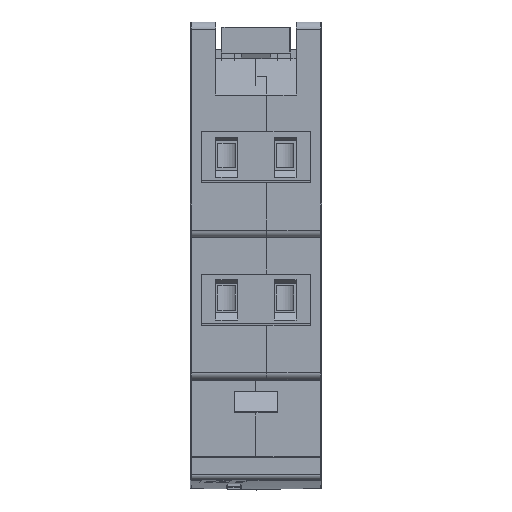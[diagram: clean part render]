
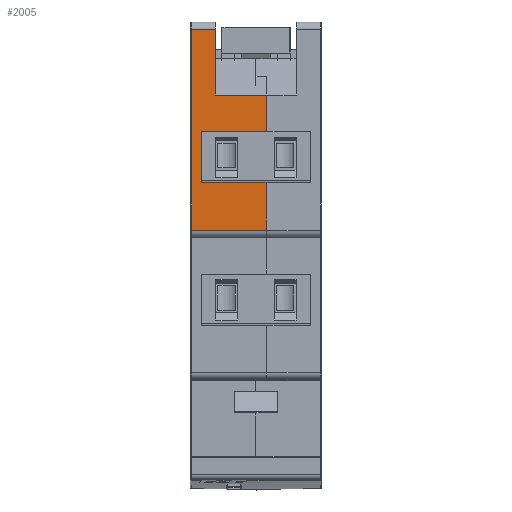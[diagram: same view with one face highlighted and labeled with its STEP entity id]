
A CAD part, top view. The second image highlights one B-rep face of the part: STEP entity #2005.
In plain terms, the highlighted planar face has unit normal (0, 0, 1).
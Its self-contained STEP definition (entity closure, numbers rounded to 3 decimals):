
#2005=ADVANCED_FACE('',(#3762),#3764,.T.);
#3762=FACE_BOUND('',#3763,.T.);
#3763=EDGE_LOOP('',(#8590,#8591,#8592,#8593,#8594,#8595,#8596,#8597,#8598,#8599));
#3764=PLANE('',#3765);
#3765=AXIS2_PLACEMENT_3D('',#3766,#3767,#3768);
#3766=CARTESIAN_POINT('',(0.,28.75,44.75));
#3767=DIRECTION('',(0.,0.,1.));
#3768=DIRECTION('',(0.,-1.,0.));
#8590=ORIENTED_EDGE('',*,*,#11874,.T.);
#8591=ORIENTED_EDGE('',*,*,#11875,.T.);
#8592=ORIENTED_EDGE('',*,*,#11876,.F.);
#8593=ORIENTED_EDGE('',*,*,#11877,.T.);
#8594=ORIENTED_EDGE('',*,*,#11878,.T.);
#8595=ORIENTED_EDGE('',*,*,#11879,.T.);
#8596=ORIENTED_EDGE('',*,*,#11880,.F.);
#8597=ORIENTED_EDGE('',*,*,#11788,.T.);
#8598=ORIENTED_EDGE('',*,*,#11754,.T.);
#8599=ORIENTED_EDGE('',*,*,#11873,.F.);
#11754=EDGE_CURVE('',#13727,#13725,#13728,.T.);
#11788=EDGE_CURVE('',#13792,#13727,#13793,.F.);
#11873=EDGE_CURVE('',#13936,#13725,#13938,.T.);
#11874=EDGE_CURVE('',#13936,#13939,#13940,.T.);
#11875=EDGE_CURVE('',#13939,#13941,#13942,.T.);
#11876=EDGE_CURVE('',#13943,#13941,#13944,.T.);
#11877=EDGE_CURVE('',#13943,#13945,#13946,.F.);
#11878=EDGE_CURVE('',#13945,#13947,#13948,.T.);
#11879=EDGE_CURVE('',#13947,#13949,#13950,.F.);
#11880=EDGE_CURVE('',#13792,#13949,#13951,.T.);
#13725=VERTEX_POINT('',#17244);
#13727=VERTEX_POINT('',#17249);
#13728=LINE('',#17250,#17251);
#13792=VERTEX_POINT('',#17389);
#13793=LINE('',#17390,#17391);
#13936=VERTEX_POINT('',#17701);
#13938=LINE('',#17706,#17707);
#13939=VERTEX_POINT('',#17709);
#13940=LINE('',#17710,#17711);
#13941=VERTEX_POINT('',#17713);
#13942=LINE('',#17714,#17715);
#13943=VERTEX_POINT('',#17717);
#13944=LINE('',#17718,#17719);
#13945=VERTEX_POINT('',#17721);
#13946=LINE('',#17722,#17723);
#13947=VERTEX_POINT('',#17725);
#13948=LINE('',#17726,#17727);
#13949=VERTEX_POINT('',#17729);
#13950=LINE('',#17730,#17731);
#13951=LINE('',#17733,#17734);
#17244=CARTESIAN_POINT('',(3.5,28.75,44.75));
#17249=CARTESIAN_POINT('',(3.5,19.75,44.75));
#17250=CARTESIAN_POINT('',(3.5,19.75,44.75));
#17251=VECTOR('',#17252,1.);
#17252=DIRECTION('',(0.,1.,0.));
#17389=CARTESIAN_POINT('',(10.5,19.75,44.75));
#17390=CARTESIAN_POINT('',(3.5,19.75,44.75));
#17391=VECTOR('',#17392,1.);
#17392=DIRECTION('',(1.,0.,0.));
#17701=CARTESIAN_POINT('',(0.2,28.75,44.75));
#17706=CARTESIAN_POINT('',(0.2,28.75,44.75));
#17707=VECTOR('',#17708,1.);
#17708=DIRECTION('',(1.,0.,0.));
#17709=CARTESIAN_POINT('',(0.2,1.25,44.75));
#17710=CARTESIAN_POINT('',(0.2,28.75,44.75));
#17711=VECTOR('',#17712,1.);
#17712=DIRECTION('',(0.,-1.,0.));
#17713=CARTESIAN_POINT('',(10.5,1.25,44.75));
#17714=CARTESIAN_POINT('',(0.2,1.25,44.75));
#17715=VECTOR('',#17716,1.);
#17716=DIRECTION('',(1.,0.,0.));
#17717=CARTESIAN_POINT('',(10.5,7.75,44.75));
#17718=CARTESIAN_POINT('',(10.5,7.75,44.75));
#17719=VECTOR('',#17720,1.);
#17720=DIRECTION('',(0.,-1.,0.));
#17721=CARTESIAN_POINT('',(1.5,7.75,44.75));
#17722=CARTESIAN_POINT('',(1.5,7.75,44.75));
#17723=VECTOR('',#17724,1.);
#17724=DIRECTION('',(1.,0.,0.));
#17725=CARTESIAN_POINT('',(1.5,14.75,44.75));
#17726=CARTESIAN_POINT('',(1.5,7.75,44.75));
#17727=VECTOR('',#17728,1.);
#17728=DIRECTION('',(0.,1.,0.));
#17729=CARTESIAN_POINT('',(10.5,14.75,44.75));
#17730=CARTESIAN_POINT('',(10.5,14.75,44.75));
#17731=VECTOR('',#17732,1.);
#17732=DIRECTION('',(-1.,0.,0.));
#17733=CARTESIAN_POINT('',(10.5,19.75,44.75));
#17734=VECTOR('',#17735,1.);
#17735=DIRECTION('',(0.,-1.,0.));
